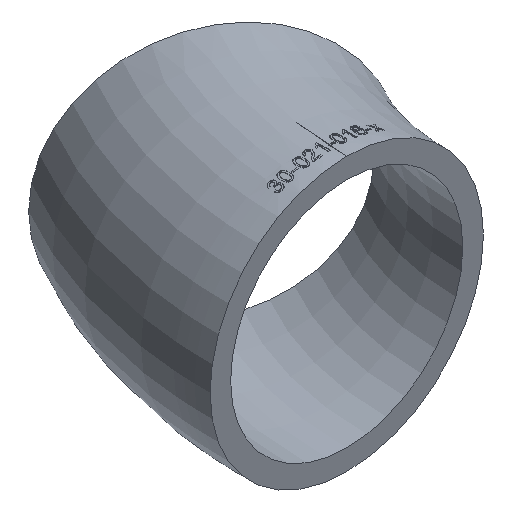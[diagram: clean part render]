
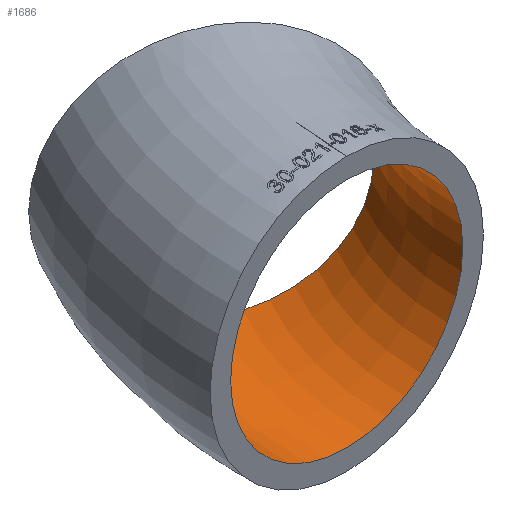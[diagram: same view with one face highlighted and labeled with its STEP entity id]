
A CAD part, isometric view. The second image highlights one B-rep face of the part: STEP entity #1686.
In plain terms, the highlighted toroidal (fillet/blend) face has major radius 28 mm and minor radius 9.05 mm.
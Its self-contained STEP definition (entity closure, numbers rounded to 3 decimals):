
#459 = DIRECTION ( 'NONE',  ( -1., 0., 0. ) ) ;
#1130 = AXIS2_PLACEMENT_3D ( 'NONE', #12778, #5945, #9923 ) ;
#1408 = VERTEX_POINT ( 'NONE', #3279 ) ;
#1601 = EDGE_CURVE ( 'NONE', #1408, #1408, #5715, .T. ) ;
#1686 = ADVANCED_FACE ( 'NONE', ( #12523, #12457 ), #3424, .F. ) ;
#2319 = CARTESIAN_POINT ( 'NONE',  ( -28., 0., 9.05 ) ) ;
#2386 = ORIENTED_EDGE ( 'NONE', *, *, #9517, .F. ) ;
#2420 = DIRECTION ( 'NONE',  ( 0., 0., -1. ) ) ;
#3279 = CARTESIAN_POINT ( 'NONE',  ( -32.086, 18.525, 0. ) ) ;
#3424 = TOROIDAL_SURFACE ( 'NONE', #10705, 28., 9.05 ) ;
#3919 = AXIS2_PLACEMENT_3D ( 'NONE', #11688, #7911, #9812 ) ;
#4478 = VERTEX_POINT ( 'NONE', #2319 ) ;
#4551 = CIRCLE ( 'NONE', #3919, 9.05 ) ;
#5715 = CIRCLE ( 'NONE', #1130, 9.05 ) ;
#5945 = DIRECTION ( 'NONE',  ( 0.5, 0.866, 0. ) ) ;
#7077 = EDGE_LOOP ( 'NONE', ( #8058 ) ) ;
#7911 = DIRECTION ( 'NONE',  ( 0., 1., 0. ) ) ;
#8058 = ORIENTED_EDGE ( 'NONE', *, *, #1601, .T. ) ;
#9517 = EDGE_CURVE ( 'NONE', #4478, #4478, #4551, .T. ) ;
#9812 = DIRECTION ( 'NONE',  ( 0., 0., 1. ) ) ;
#9920 = EDGE_LOOP ( 'NONE', ( #2386 ) ) ;
#9923 = DIRECTION ( 'NONE',  ( -0.866, 0.5, 0. ) ) ;
#10705 = AXIS2_PLACEMENT_3D ( 'NONE', #11278, #2420, #459 ) ;
#11278 = CARTESIAN_POINT ( 'NONE',  ( 0., 0., 0. ) ) ;
#11688 = CARTESIAN_POINT ( 'NONE',  ( -28., 0., 0. ) ) ;
#12457 = FACE_OUTER_BOUND ( 'NONE', #9920, .T. ) ;
#12523 = FACE_OUTER_BOUND ( 'NONE', #7077, .T. ) ;
#12778 = CARTESIAN_POINT ( 'NONE',  ( -24.249, 14., 0. ) ) ;
